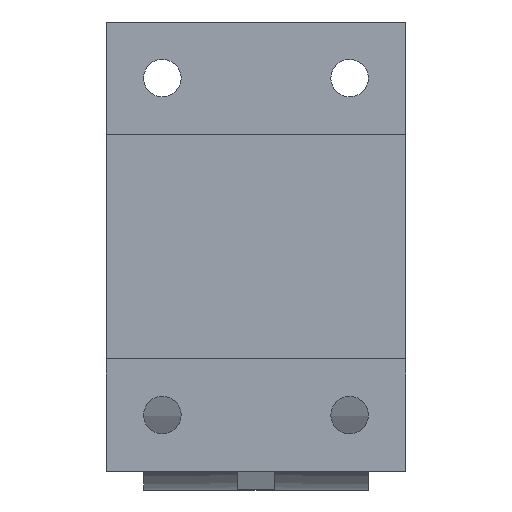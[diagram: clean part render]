
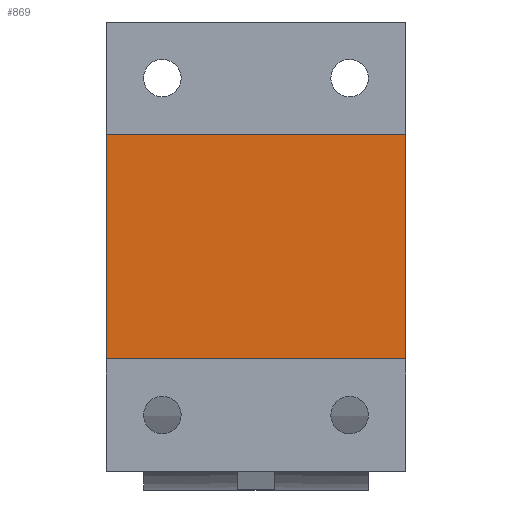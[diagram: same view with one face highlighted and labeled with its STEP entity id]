
A CAD part, front view. The second image highlights one B-rep face of the part: STEP entity #869.
In plain terms, the highlighted free-form (B-spline) face has degree [1, 1] with [2, 2] control points.
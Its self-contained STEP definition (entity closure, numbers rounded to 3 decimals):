
#683 = VERTEX_POINT('',#684);
#684 = CARTESIAN_POINT('',(-33.075,4.134,
    -24.806));
#689 = EDGE_CURVE('',#683,#690,#692,.T.);
#690 = VERTEX_POINT('',#691);
#691 = CARTESIAN_POINT('',(-33.075,4.134,
    24.806));
#692 = B_SPLINE_CURVE_WITH_KNOTS('',1,(#693,#694),.UNSPECIFIED.,.F.,.F.,
  (2,2),(0.,60.),.PIECEWISE_BEZIER_KNOTS.);
#693 = CARTESIAN_POINT('',(-33.075,4.134,
    -24.806));
#694 = CARTESIAN_POINT('',(-33.075,4.134,
    24.806));
#737 = EDGE_CURVE('',#738,#740,#742,.T.);
#738 = VERTEX_POINT('',#739);
#739 = CARTESIAN_POINT('',(33.075,4.134,
    -24.806));
#740 = VERTEX_POINT('',#741);
#741 = CARTESIAN_POINT('',(33.075,4.134,
    24.806));
#742 = B_SPLINE_CURVE_WITH_KNOTS('',1,(#743,#744),.UNSPECIFIED.,.F.,.F.,
  (2,2),(0.,60.),.PIECEWISE_BEZIER_KNOTS.);
#743 = CARTESIAN_POINT('',(33.075,4.134,
    -24.806));
#744 = CARTESIAN_POINT('',(33.075,4.134,
    24.806));
#842 = EDGE_CURVE('',#683,#738,#843,.T.);
#843 = B_SPLINE_CURVE_WITH_KNOTS('',1,(#844,#845),.UNSPECIFIED.,.F.,.F.,
  (2,2),(0.,80.),.PIECEWISE_BEZIER_KNOTS.);
#844 = CARTESIAN_POINT('',(-33.075,4.134,
    -24.806));
#845 = CARTESIAN_POINT('',(33.075,4.134,
    -24.806));
#860 = EDGE_CURVE('',#690,#740,#861,.T.);
#861 = B_SPLINE_CURVE_WITH_KNOTS('',1,(#862,#863),.UNSPECIFIED.,.F.,.F.,
  (2,2),(0.,80.),.PIECEWISE_BEZIER_KNOTS.);
#862 = CARTESIAN_POINT('',(-33.075,4.134,
    24.806));
#863 = CARTESIAN_POINT('',(33.075,4.134,
    24.806));
#869 = ADVANCED_FACE('',(#870),#876,.F.);
#870 = FACE_BOUND('',#871,.T.);
#871 = EDGE_LOOP('',(#872,#873,#874,#875));
#872 = ORIENTED_EDGE('',*,*,#737,.T.);
#873 = ORIENTED_EDGE('',*,*,#860,.F.);
#874 = ORIENTED_EDGE('',*,*,#689,.F.);
#875 = ORIENTED_EDGE('',*,*,#842,.T.);
#876 = B_SPLINE_SURFACE_WITH_KNOTS('',1,1,(
    (#877,#878)
    ,(#879,#880
    )),.UNSPECIFIED.,.F.,.F.,.F.,(2,2),(2,2),(0.,60.),(
    0.,80.),.PIECEWISE_BEZIER_KNOTS.);
#877 = CARTESIAN_POINT('',(-33.075,4.134,
    -24.806));
#878 = CARTESIAN_POINT('',(33.075,4.134,
    -24.806));
#879 = CARTESIAN_POINT('',(-33.075,4.134,
    24.806));
#880 = CARTESIAN_POINT('',(33.075,4.134,
    24.806));
